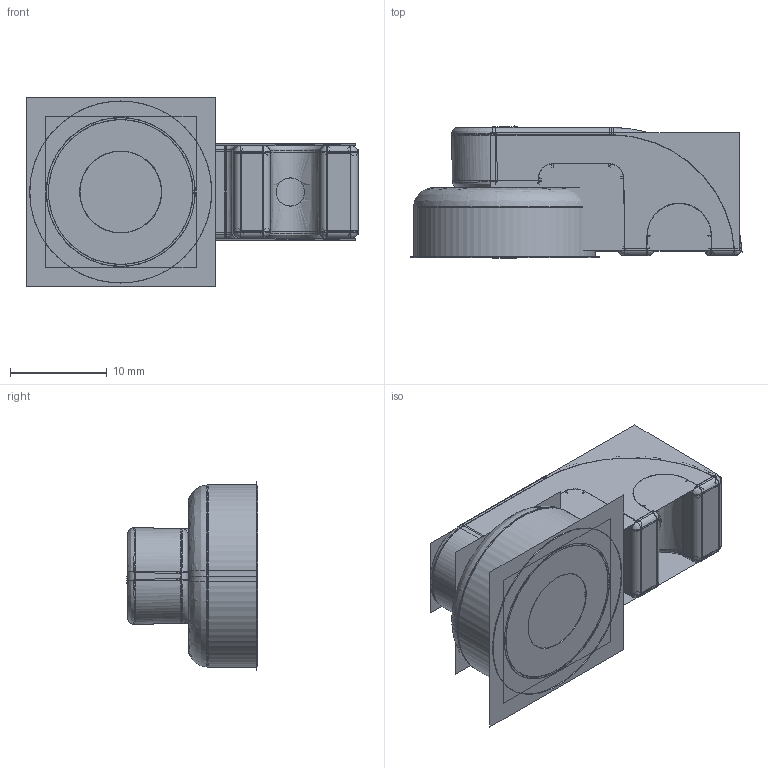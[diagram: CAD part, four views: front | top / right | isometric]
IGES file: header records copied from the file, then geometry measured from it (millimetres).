
Start section:  PTC IGES file: 231749_sm01.igs
Global section: file name: 231749_sm01.igs; native system: Creo Parametric by PTC Inc.; preprocessor: 2019292; author: PDMAdmin; organization: Unknown; date: 20221216.143410; units: millimetre
Bounding box: 34.26 x 13.61 x 19.56 mm (x, y, z)
Volume: 3670.9 mm3; surface area: 10619.5 mm2
Topology: 1 solids, 1 shells, 406 faces, 2070 edges, 2630 vertices
Faces by surface type: revolution 266, bspline 140
